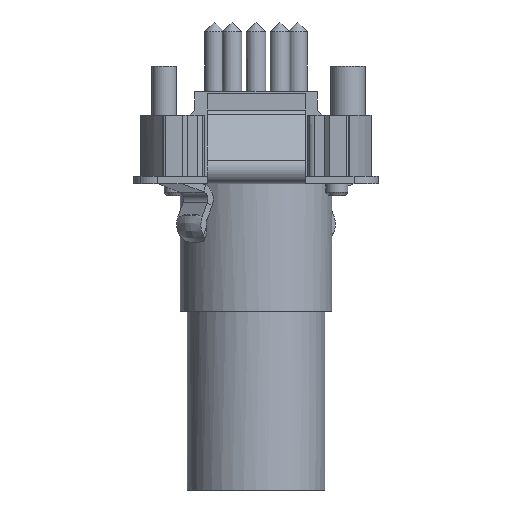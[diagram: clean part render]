
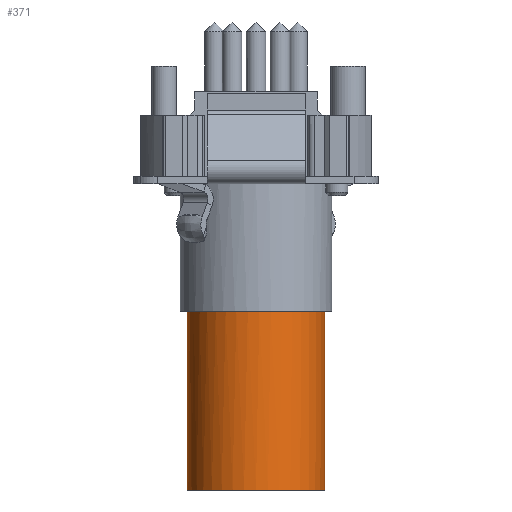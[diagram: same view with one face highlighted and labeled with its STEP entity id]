
A CAD part, front view. The second image highlights one B-rep face of the part: STEP entity #371.
In plain terms, the highlighted cylindrical face has radius 2.8 mm (diameter 5.6 mm), a partial arc.
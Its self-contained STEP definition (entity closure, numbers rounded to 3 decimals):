
#200=AXIS2_PLACEMENT_3D('Circle Axis2P3D',#198,#199,$) ;
#352=AXIS2_PLACEMENT_3D('Cylinder Axis2P3D',#349,#350,#351) ;
#195=CARTESIAN_POINT('Vertex',(7.8,6.05,0.)) ;
#198=CARTESIAN_POINT('Axis2P3D Location',(5.,6.05,0.)) ;
#202=CARTESIAN_POINT('Vertex',(2.2,6.05,0.)) ;
#300=CARTESIAN_POINT('Line Origine',(2.2,6.05,7.5)) ;
#304=CARTESIAN_POINT('Vertex',(2.2,6.05,7.3)) ;
#311=CARTESIAN_POINT('Vertex',(7.8,6.05,7.3)) ;
#314=CARTESIAN_POINT('Line Origine',(7.8,6.05,7.5)) ;
#349=CARTESIAN_POINT('Axis2P3D Location',(5.,6.05,7.5)) ;
#355=CARTESIAN_POINT('Control Point',(7.8,6.05,7.3)) ;
#356=CARTESIAN_POINT('Control Point',(7.8,5.17,7.3)) ;
#357=CARTESIAN_POINT('Control Point',(7.455,4.291,7.3)) ;
#358=CARTESIAN_POINT('Control Point',(6.759,3.595,7.3)) ;
#359=CARTESIAN_POINT('Control Point',(5.,2.905,7.3)) ;
#360=CARTESIAN_POINT('Control Point',(3.241,3.595,7.3)) ;
#361=CARTESIAN_POINT('Control Point',(2.545,4.291,7.3)) ;
#362=CARTESIAN_POINT('Control Point',(2.2,5.17,7.3)) ;
#363=CARTESIAN_POINT('Control Point',(2.2,6.05,7.3)) ;
#199=DIRECTION('Axis2P3D Direction',(0.,0.,1.)) ;
#301=DIRECTION('Vector Direction',(0.,0.,-1.)) ;
#315=DIRECTION('Vector Direction',(0.,0.,-1.)) ;
#350=DIRECTION('Axis2P3D Direction',(0.,0.,-1.)) ;
#351=DIRECTION('Axis2P3D XDirection',(1.,0.,0.)) ;
#302=VECTOR('Line Direction',#301,1.) ;
#316=VECTOR('Line Direction',#315,1.) ;
#366=ORIENTED_EDGE('',*,*,#318,.F.) ;
#367=ORIENTED_EDGE('',*,*,#364,.T.) ;
#368=ORIENTED_EDGE('',*,*,#306,.F.) ;
#369=ORIENTED_EDGE('',*,*,#204,.T.) ;
#371=ADVANCED_FACE('V1',(#370),#353,.T.) ;
#354=B_SPLINE_CURVE_WITH_KNOTS('',5,(#355,#356,#357,#358,#359,#360,#361,#362,#363),.UNSPECIFIED.,.F.,.U.,(6,3,6),(-4.398,0.,4.398),.UNSPECIFIED.) ;
#201=CIRCLE('generated circle',#200,2.8) ;
#353=CYLINDRICAL_SURFACE('generated cylinder',#352,2.8) ;
#204=EDGE_CURVE('',#203,#196,#201,.T.) ;
#306=EDGE_CURVE('',#203,#305,#303,.F.) ;
#318=EDGE_CURVE('',#312,#196,#317,.T.) ;
#364=EDGE_CURVE('',#312,#305,#354,.T.) ;
#365=EDGE_LOOP('',(#366,#367,#368,#369)) ;
#370=FACE_OUTER_BOUND('',#365,.T.) ;
#303=LINE('Line',#300,#302) ;
#317=LINE('Line',#314,#316) ;
#196=VERTEX_POINT('',#195) ;
#203=VERTEX_POINT('',#202) ;
#305=VERTEX_POINT('',#304) ;
#312=VERTEX_POINT('',#311) ;
